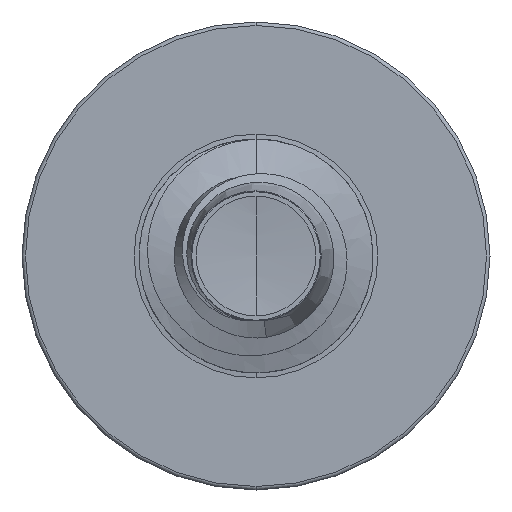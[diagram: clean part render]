
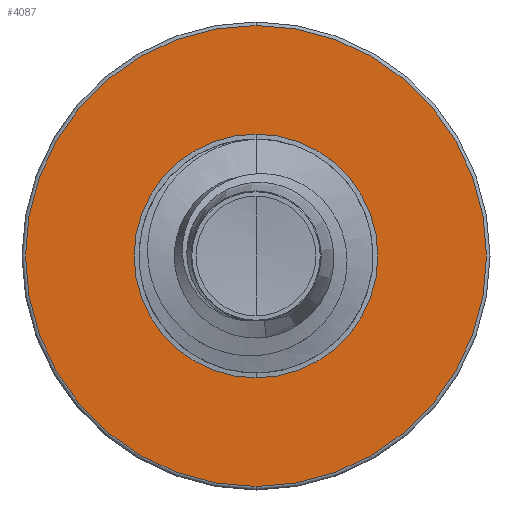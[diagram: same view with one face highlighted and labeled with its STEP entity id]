
A CAD part, front view. The second image highlights one B-rep face of the part: STEP entity #4087.
In plain terms, the highlighted planar face has unit normal (0, -1, 0).
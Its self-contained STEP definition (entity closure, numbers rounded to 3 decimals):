
#305 = DIRECTION ( 'NONE',  ( 0., 1., 0. ) ) ;
#536 = CIRCLE ( 'NONE', #2209, 2.955 ) ;
#585 = ORIENTED_EDGE ( 'NONE', *, *, #4965, .F. ) ;
#645 = CIRCLE ( 'NONE', #8564, 2.955 ) ;
#700 = PLANE ( 'NONE',  #1204 ) ;
#850 = FACE_OUTER_BOUND ( 'NONE', #5670, .T. ) ;
#917 = FACE_BOUND ( 'NONE', #1717, .T. ) ;
#1137 = VERTEX_POINT ( 'NONE', #1485 ) ;
#1192 = DIRECTION ( 'NONE',  ( 0., 1., 0. ) ) ;
#1204 = AXIS2_PLACEMENT_3D ( 'NONE', #6766, #7558, #2512 ) ;
#1485 = CARTESIAN_POINT ( 'NONE',  ( 0., 5., -1.562 ) ) ;
#1690 = AXIS2_PLACEMENT_3D ( 'NONE', #6355, #1192, #7204 ) ;
#1717 = EDGE_LOOP ( 'NONE', ( #5387, #8878 ) ) ;
#2046 = VERTEX_POINT ( 'NONE', #4777 ) ;
#2209 = AXIS2_PLACEMENT_3D ( 'NONE', #9582, #4712, #10353 ) ;
#2512 = DIRECTION ( 'NONE',  ( 0., 0., 1. ) ) ;
#2610 = DIRECTION ( 'NONE',  ( 0., 1., 0. ) ) ;
#3234 = CARTESIAN_POINT ( 'NONE',  ( 0., 5., 1.562 ) ) ;
#4087 = ADVANCED_FACE ( 'NONE', ( #850, #917 ), #700, .F. ) ;
#4712 = DIRECTION ( 'NONE',  ( 0., 1., 0. ) ) ;
#4777 = CARTESIAN_POINT ( 'NONE',  ( 0., 5., 2.955 ) ) ;
#4965 = EDGE_CURVE ( 'NONE', #2046, #6567, #645, .T. ) ;
#5215 = EDGE_CURVE ( 'NONE', #6567, #2046, #536, .T. ) ;
#5387 = ORIENTED_EDGE ( 'NONE', *, *, #10248, .T. ) ;
#5532 = CARTESIAN_POINT ( 'NONE',  ( 0., 5., 0. ) ) ;
#5646 = VERTEX_POINT ( 'NONE', #3234 ) ;
#5670 = EDGE_LOOP ( 'NONE', ( #585, #8400 ) ) ;
#6107 = CIRCLE ( 'NONE', #9156, 1.562 ) ;
#6355 = CARTESIAN_POINT ( 'NONE',  ( 0., 5., 0. ) ) ;
#6396 = DIRECTION ( 'NONE',  ( 0., 0., 1. ) ) ;
#6567 = VERTEX_POINT ( 'NONE', #10258 ) ;
#6766 = CARTESIAN_POINT ( 'NONE',  ( 0., 5., -1.562 ) ) ;
#7204 = DIRECTION ( 'NONE',  ( 0., 0., 1. ) ) ;
#7558 = DIRECTION ( 'NONE',  ( 0., 1., 0. ) ) ;
#7652 = CARTESIAN_POINT ( 'NONE',  ( 0., 5., 0. ) ) ;
#8400 = ORIENTED_EDGE ( 'NONE', *, *, #5215, .F. ) ;
#8443 = DIRECTION ( 'NONE',  ( 0., 0., 1. ) ) ;
#8564 = AXIS2_PLACEMENT_3D ( 'NONE', #7652, #2610, #8443 ) ;
#8878 = ORIENTED_EDGE ( 'NONE', *, *, #10123, .T. ) ;
#9156 = AXIS2_PLACEMENT_3D ( 'NONE', #5532, #305, #6396 ) ;
#9582 = CARTESIAN_POINT ( 'NONE',  ( 0., 5., 0. ) ) ;
#9858 = CIRCLE ( 'NONE', #1690, 1.562 ) ;
#10123 = EDGE_CURVE ( 'NONE', #1137, #5646, #9858, .T. ) ;
#10248 = EDGE_CURVE ( 'NONE', #5646, #1137, #6107, .T. ) ;
#10258 = CARTESIAN_POINT ( 'NONE',  ( 0., 5., -2.955 ) ) ;
#10353 = DIRECTION ( 'NONE',  ( 0., 0., 1. ) ) ;
